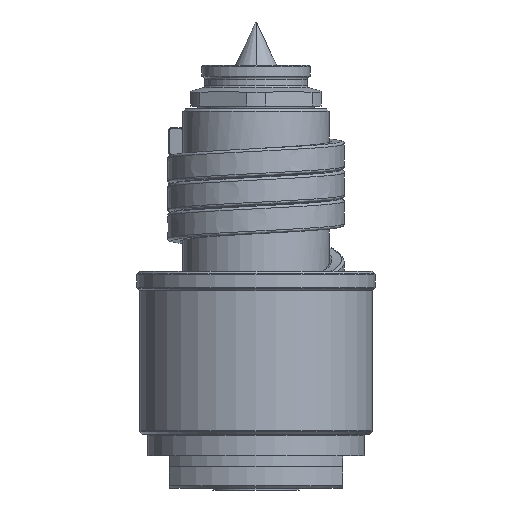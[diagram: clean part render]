
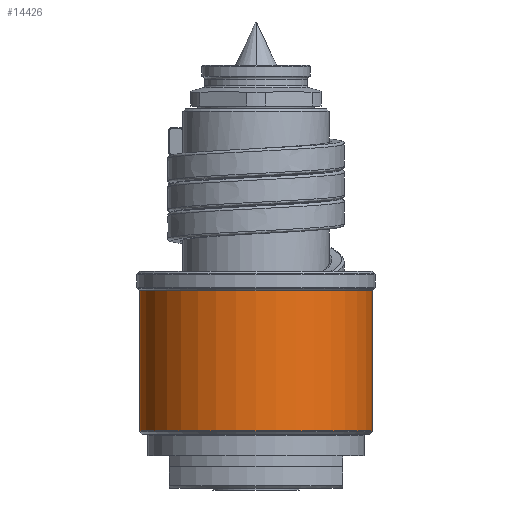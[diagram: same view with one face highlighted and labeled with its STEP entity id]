
A CAD part, front view. The second image highlights one B-rep face of the part: STEP entity #14426.
In plain terms, the highlighted cylindrical face has radius 21.5 mm (diameter 43 mm), a partial arc.
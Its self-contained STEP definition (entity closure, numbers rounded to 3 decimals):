
#5398=CARTESIAN_POINT('',(0.,0.,10.583));
#5399=DIRECTION('',(0.,0.,1.));
#5400=DIRECTION('',(-1.,0.,0.));
#5401=AXIS2_PLACEMENT_3D('',#5398,#5399,#5400);
#5403=DIRECTION('',(0.,0.,-1.));
#5404=VECTOR('',#5403,25.834);
#5405=CARTESIAN_POINT('',(-21.5,0.,36.417));
#5406=LINE('',#5405,#5404);
#5407=CARTESIAN_POINT('',(0.,0.,36.417));
#5408=DIRECTION('',(0.,0.,1.));
#5409=DIRECTION('',(-1.,0.,0.));
#5410=AXIS2_PLACEMENT_3D('',#5407,#5408,#5409);
#5412=DIRECTION('',(0.,0.,-1.));
#5413=VECTOR('',#5412,25.834);
#5414=CARTESIAN_POINT('',(21.5,0.,36.417));
#5415=LINE('',#5414,#5413);
#5756=CARTESIAN_POINT('',(21.5,0.,36.417));
#5757=CARTESIAN_POINT('',(-21.5,0.,36.417));
#5758=VERTEX_POINT('',#5756);
#5759=VERTEX_POINT('',#5757);
#5782=CARTESIAN_POINT('',(21.5,0.,10.583));
#5783=VERTEX_POINT('',#5782);
#5784=CARTESIAN_POINT('',(-21.5,0.,10.583));
#5785=VERTEX_POINT('',#5784);
#14414=CARTESIAN_POINT('',(0.,0.,8.5));
#14415=DIRECTION('',(0.,0.,1.));
#14416=DIRECTION('',(-1.,0.,0.));
#14417=AXIS2_PLACEMENT_3D('',#14414,#14415,#14416);
#14418=CYLINDRICAL_SURFACE('',#14417,21.5);
#14419=ORIENTED_EDGE('',*,*,#12069,.F.);
#14420=ORIENTED_EDGE('',*,*,#12050,.F.);
#14422=ORIENTED_EDGE('',*,*,#14421,.T.);
#14423=ORIENTED_EDGE('',*,*,#12046,.T.);
#14424=EDGE_LOOP('',(#14419,#14420,#14422,#14423));
#14425=FACE_OUTER_BOUND('',#14424,.F.);
#5402=CIRCLE('',#5401,21.5);
#5411=CIRCLE('',#5410,21.5);
#12046=EDGE_CURVE('',#5758,#5783,#5415,.T.);
#12050=EDGE_CURVE('',#5759,#5785,#5406,.T.);
#12069=EDGE_CURVE('',#5785,#5783,#5402,.T.);
#14421=EDGE_CURVE('',#5759,#5758,#5411,.T.);
#14426=ADVANCED_FACE('',(#14425),#14418,.T.);
